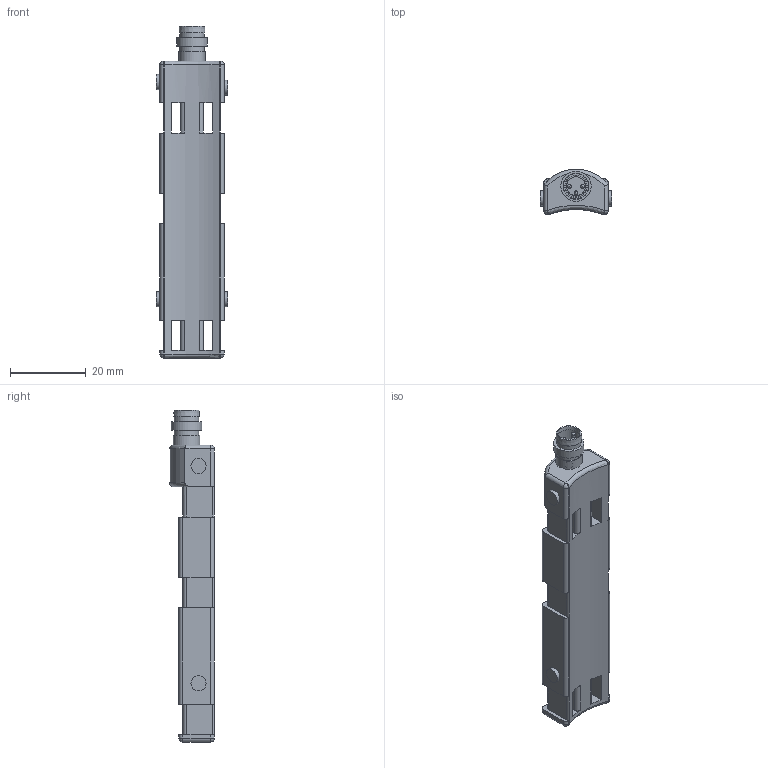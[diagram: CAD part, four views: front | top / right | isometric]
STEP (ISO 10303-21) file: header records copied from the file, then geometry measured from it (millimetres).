
FILE_DESCRIPTION(/* description */ (''),/* implementation_level */ '2;1');
FILE_NAME(/* name */ 'IY190175.stp',/* time_stamp */ '2016-10-05T14:54:59+02:00',/* author */ ('mitarbeiter'),/* organization */ (''),/* preprocessor_version */ 'ST-DEVELOPER v15.2',/* originating_system */ 'Autodesk Inventor 2014',/* authorisation */ '');
FILE_SCHEMA (('AUTOMOTIVE_DESIGN { 1 0 10303 214 3 1 1 }'));
Length unit declared in the file: millimetre
Products named in the file (7): Gehäuse; Gehaüse; Kontaktstifte; LED-Loch Abdeckung; Plastikeinsatz; EE030003 M8 mit LED-Loch; IY190175
Bounding box: 19 x 11.86 x 87.8 mm (x, y, z)
Volume: 10257 mm3; surface area: 6293.2 mm2
Topology: 7 solids, 7 shells, 171 faces, 422 edges, 266 vertices
Faces by surface type: plane 83, cylinder 73, sphere 9, torus 4, cone 2
Full cylindrical faces by diameter (mm): 0.6 x3, 1 x6, 1.8 x2, 2 x2, 4 x4, 5 x2, 5.7 x3, 5.82 x1, 6.5 x3, 7 x1, 8 x1
Entity records: 5152 total; most frequent: CARTESIAN_POINT 1197, DIRECTION 837, ORIENTED_EDGE 720, EDGE_CURVE 360, AXIS2_PLACEMENT_3D 319, VERTEX_POINT 245, EDGE_LOOP 223, LINE 199
